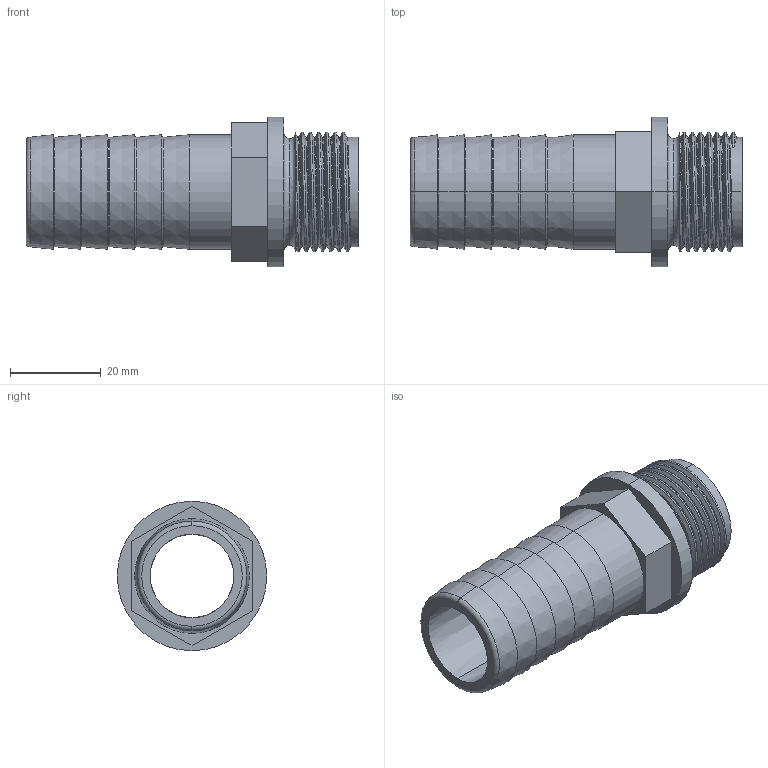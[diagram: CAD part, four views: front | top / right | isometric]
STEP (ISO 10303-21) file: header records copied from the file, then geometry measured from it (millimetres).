
FILE_DESCRIPTION (( 'STEP AP203' ), '1' );
FILE_NAME ('00130_0525.STEP', '2017-05-08T13:49:15', ( '' ), ( '' ), 'SwSTEP 2.0', 'SolidWorks 2011', '' );
FILE_SCHEMA (( 'CONFIG_CONTROL_DESIGN' ));
Length unit declared in the file: millimetre
Products named in the file (1): 00130_0525
Bounding box: 73.3 x 33 x 33 mm (x, y, z)
Volume: 17626.3 mm3; surface area: 12274.4 mm2
Topology: 1 solids, 1 shells, 86 faces, 196 edges, 120 vertices
Faces by surface type: torus 29, cylinder 18, plane 18, cone 16, bspline 5
Entity records: 5667 total; most frequent: CARTESIAN_POINT 3705, DIRECTION 416, ORIENTED_EDGE 392, EDGE_CURVE 196, AXIS2_PLACEMENT_3D 182, VERTEX_POINT 120, CIRCLE 100, EDGE_LOOP 96
